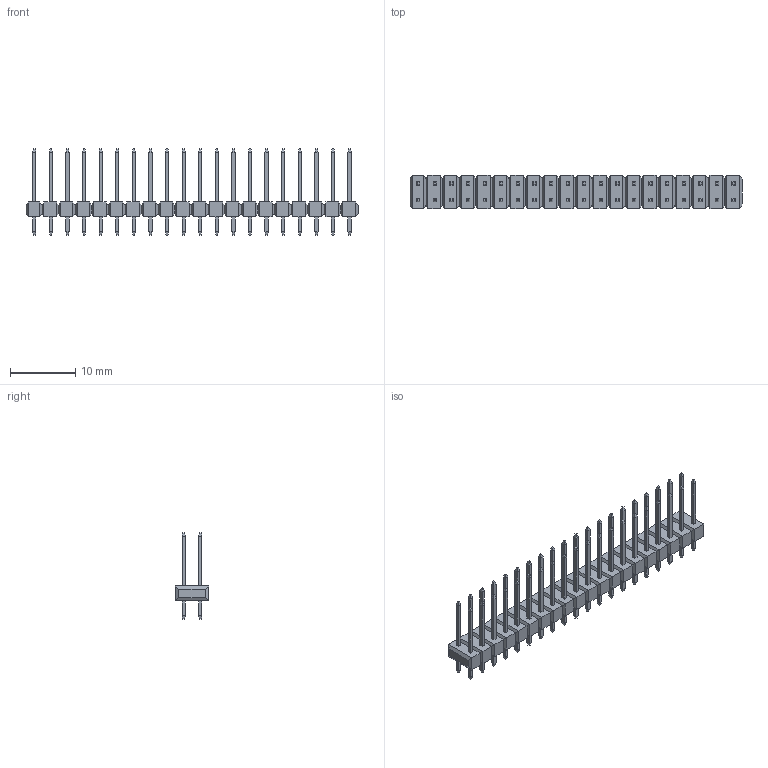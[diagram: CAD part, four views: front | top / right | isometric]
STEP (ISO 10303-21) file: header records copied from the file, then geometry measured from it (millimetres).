
FILE_DESCRIPTION (( 'STEP AP214' ), '1' );
FILE_NAME ('HDR-TH_40P-P2.54-V-M-R2-C20-S2.54_10-97-7406.STEP', '2023-11-04T04:46:17', ( '' ), ( '' ), 'SwSTEP 2.0', 'SolidWorks 2020', '' );
FILE_SCHEMA (( 'AUTOMOTIVE_DESIGN' ));
Length unit declared in the file: millimetre
Products named in the file (1): HDR-TH_40P-P2.54-V-M-R2-C20-S2.54_10-97-7406
Bounding box: 50.81 x 5.08 x 13.21 mm (x, y, z)
Volume: 652 mm3; surface area: 1741.9 mm2
Topology: 1 solids, 1 shells, 1186 faces, 2699 edges, 1614 vertices
Faces by surface type: plane 1088, bspline 98
Entity records: 45507 total; most frequent: CARTESIAN_POINT 6806, ORIENTED_EDGE 5398, DIRECTION 4677, EDGE_CURVE 2699, LINE 2499, VECTOR 2499, VERTEX_POINT 1614, EDGE_LOOP 1285
